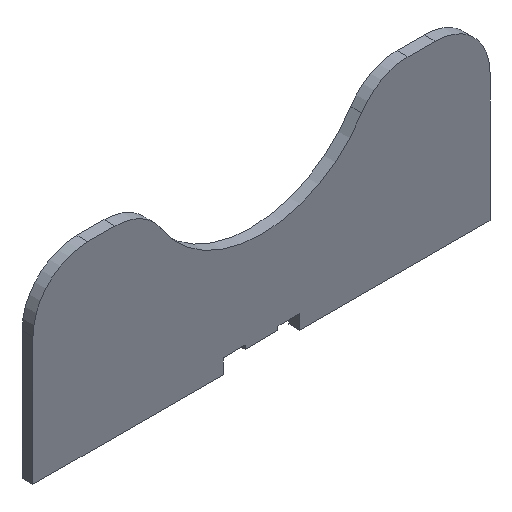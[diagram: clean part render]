
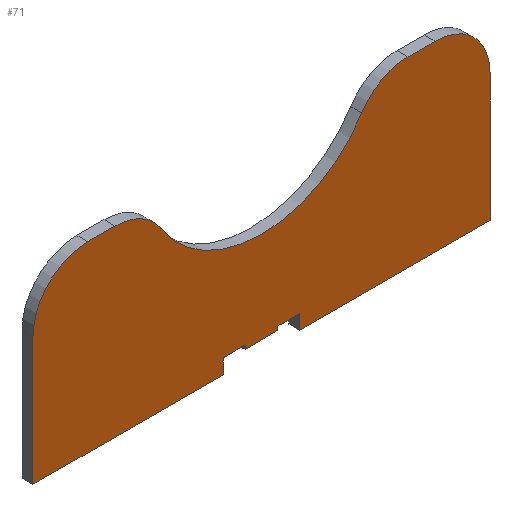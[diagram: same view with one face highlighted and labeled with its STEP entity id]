
A CAD part, isometric view. The second image highlights one B-rep face of the part: STEP entity #71.
In plain terms, the highlighted planar face has unit normal (0, -1, 0).
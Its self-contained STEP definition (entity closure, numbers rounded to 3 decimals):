
#71=ADVANCED_FACE('',(#247),#249,.F.);
#247=FACE_BOUND('',#248,.T.);
#248=EDGE_LOOP('',(#381,#382,#383,#384,#385,#386,#387,#388,#389,#390,#391,#392,#393,
#394,#395,#396,#397,#398));
#249=PLANE('',#250);
#250=AXIS2_PLACEMENT_3D('',#251,#252,#253);
#251=CARTESIAN_POINT('',(0.,0.,0.));
#252=DIRECTION('',(0.,1.,0.));
#253=DIRECTION('',(-1.,0.,0.));
#381=ORIENTED_EDGE('',*,*,#489,.F.);
#382=ORIENTED_EDGE('',*,*,#484,.F.);
#383=ORIENTED_EDGE('',*,*,#490,.F.);
#384=ORIENTED_EDGE('',*,*,#491,.F.);
#385=ORIENTED_EDGE('',*,*,#492,.F.);
#386=ORIENTED_EDGE('',*,*,#493,.T.);
#387=ORIENTED_EDGE('',*,*,#494,.T.);
#388=ORIENTED_EDGE('',*,*,#495,.T.);
#389=ORIENTED_EDGE('',*,*,#496,.T.);
#390=ORIENTED_EDGE('',*,*,#497,.T.);
#391=ORIENTED_EDGE('',*,*,#498,.T.);
#392=ORIENTED_EDGE('',*,*,#499,.T.);
#393=ORIENTED_EDGE('',*,*,#500,.F.);
#394=ORIENTED_EDGE('',*,*,#501,.F.);
#395=ORIENTED_EDGE('',*,*,#502,.F.);
#396=ORIENTED_EDGE('',*,*,#486,.F.);
#397=ORIENTED_EDGE('',*,*,#503,.F.);
#398=ORIENTED_EDGE('',*,*,#504,.T.);
#484=EDGE_CURVE('',#540,#535,#542,.T.);
#486=EDGE_CURVE('',#544,#546,#547,.T.);
#489=EDGE_CURVE('',#535,#551,#552,.F.);
#490=EDGE_CURVE('',#553,#540,#554,.F.);
#491=EDGE_CURVE('',#555,#553,#556,.T.);
#492=EDGE_CURVE('',#557,#555,#558,.T.);
#493=EDGE_CURVE('',#557,#559,#560,.T.);
#494=EDGE_CURVE('',#559,#561,#562,.T.);
#495=EDGE_CURVE('',#561,#563,#564,.T.);
#496=EDGE_CURVE('',#563,#565,#566,.T.);
#497=EDGE_CURVE('',#565,#567,#568,.T.);
#498=EDGE_CURVE('',#567,#569,#570,.T.);
#499=EDGE_CURVE('',#569,#571,#572,.T.);
#500=EDGE_CURVE('',#573,#571,#574,.T.);
#501=EDGE_CURVE('',#575,#573,#576,.T.);
#502=EDGE_CURVE('',#546,#575,#577,.F.);
#503=EDGE_CURVE('',#578,#544,#579,.F.);
#504=EDGE_CURVE('',#578,#551,#580,.T.);
#535=VERTEX_POINT('',#625);
#540=VERTEX_POINT('',#634);
#542=LINE('',#638,#639);
#544=VERTEX_POINT('',#642);
#546=VERTEX_POINT('',#646);
#547=LINE('',#647,#648);
#551=VERTEX_POINT('',#657);
#552=CIRCLE('',#658,30.);
#553=VERTEX_POINT('',#662);
#554=CIRCLE('',#663,30.);
#555=VERTEX_POINT('',#667);
#556=LINE('',#668,#669);
#557=VERTEX_POINT('',#671);
#558=LINE('',#672,#673);
#559=VERTEX_POINT('',#675);
#560=LINE('',#676,#677);
#561=VERTEX_POINT('',#679);
#562=LINE('',#680,#681);
#563=VERTEX_POINT('',#683);
#564=LINE('',#684,#685);
#565=VERTEX_POINT('',#687);
#566=LINE('',#688,#689);
#567=VERTEX_POINT('',#691);
#568=LINE('',#692,#693);
#569=VERTEX_POINT('',#695);
#570=LINE('',#696,#697);
#571=VERTEX_POINT('',#699);
#572=LINE('',#700,#701);
#573=VERTEX_POINT('',#703);
#574=LINE('',#704,#705);
#575=VERTEX_POINT('',#707);
#576=LINE('',#708,#709);
#577=CIRCLE('',#711,30.);
#578=VERTEX_POINT('',#715);
#579=CIRCLE('',#716,30.);
#580=CIRCLE('',#720,65.);
#625=CARTESIAN_POINT('',(-80.15,0.,50.));
#634=CARTESIAN_POINT('',(-95.,0.,50.));
#638=CARTESIAN_POINT('',(-95.,0.,50.));
#639=VECTOR('',#640,1.);
#640=DIRECTION('',(1.,0.,0.));
#642=CARTESIAN_POINT('',(80.15,0.,50.));
#646=CARTESIAN_POINT('',(95.,0.,50.));
#647=CARTESIAN_POINT('',(80.15,0.,50.));
#648=VECTOR('',#649,1.);
#649=DIRECTION('',(1.,0.,0.));
#657=CARTESIAN_POINT('',(-54.839,0.,36.105));
#658=AXIS2_PLACEMENT_3D('',#659,#660,#661);
#659=CARTESIAN_POINT('',(-80.15,0.,20.));
#660=DIRECTION('',(0.,-1.,0.));
#661=DIRECTION('',(0.844,0.,0.537));
#662=CARTESIAN_POINT('',(-125.,0.,20.));
#663=AXIS2_PLACEMENT_3D('',#664,#665,#666);
#664=CARTESIAN_POINT('',(-95.,0.,20.));
#665=DIRECTION('',(0.,-1.,0.));
#666=DIRECTION('',(0.,0.,1.));
#667=CARTESIAN_POINT('',(-125.,0.,-50.));
#668=CARTESIAN_POINT('',(-125.,0.,-50.));
#669=VECTOR('',#670,1.);
#670=DIRECTION('',(0.,0.,1.));
#671=CARTESIAN_POINT('',(-21.,0.,-50.));
#672=CARTESIAN_POINT('',(-21.,0.,-50.));
#673=VECTOR('',#674,1.);
#674=DIRECTION('',(-1.,0.,0.));
#675=CARTESIAN_POINT('',(-21.,0.,-42.));
#676=CARTESIAN_POINT('',(-21.,0.,-50.));
#677=VECTOR('',#678,1.);
#678=DIRECTION('',(0.,0.,1.));
#679=CARTESIAN_POINT('',(-9.,0.,-42.));
#680=CARTESIAN_POINT('',(-21.,0.,-42.));
#681=VECTOR('',#682,1.);
#682=DIRECTION('',(1.,0.,0.));
#683=CARTESIAN_POINT('',(-9.,0.,-44.));
#684=CARTESIAN_POINT('',(-9.,0.,-42.));
#685=VECTOR('',#686,1.);
#686=DIRECTION('',(0.,0.,-1.));
#687=CARTESIAN_POINT('',(9.,0.,-44.));
#688=CARTESIAN_POINT('',(-9.,0.,-44.));
#689=VECTOR('',#690,1.);
#690=DIRECTION('',(1.,0.,0.));
#691=CARTESIAN_POINT('',(9.,0.,-42.));
#692=CARTESIAN_POINT('',(9.,0.,-44.));
#693=VECTOR('',#694,1.);
#694=DIRECTION('',(0.,0.,1.));
#695=CARTESIAN_POINT('',(21.,0.,-42.));
#696=CARTESIAN_POINT('',(9.,0.,-42.));
#697=VECTOR('',#698,1.);
#698=DIRECTION('',(1.,0.,0.));
#699=CARTESIAN_POINT('',(21.,0.,-50.));
#700=CARTESIAN_POINT('',(21.,0.,-42.));
#701=VECTOR('',#702,1.);
#702=DIRECTION('',(0.,0.,-1.));
#703=CARTESIAN_POINT('',(125.,0.,-50.));
#704=CARTESIAN_POINT('',(125.,0.,-50.));
#705=VECTOR('',#706,1.);
#706=DIRECTION('',(-1.,0.,0.));
#707=CARTESIAN_POINT('',(125.,0.,20.));
#708=CARTESIAN_POINT('',(125.,0.,20.));
#709=VECTOR('',#710,1.);
#710=DIRECTION('',(0.,0.,-1.));
#711=AXIS2_PLACEMENT_3D('',#712,#713,#714);
#712=CARTESIAN_POINT('',(95.,0.,20.));
#713=DIRECTION('',(0.,-1.,0.));
#714=DIRECTION('',(1.,0.,0.));
#715=CARTESIAN_POINT('',(54.839,0.,36.105));
#716=AXIS2_PLACEMENT_3D('',#717,#718,#719);
#717=CARTESIAN_POINT('',(80.15,0.,20.));
#718=DIRECTION('',(0.,-1.,0.));
#719=DIRECTION('',(0.,0.,1.));
#720=AXIS2_PLACEMENT_3D('',#721,#722,#723);
#721=CARTESIAN_POINT('',(0.,0.,71.));
#722=DIRECTION('',(0.,1.,0.));
#723=DIRECTION('',(0.844,0.,-0.537));
